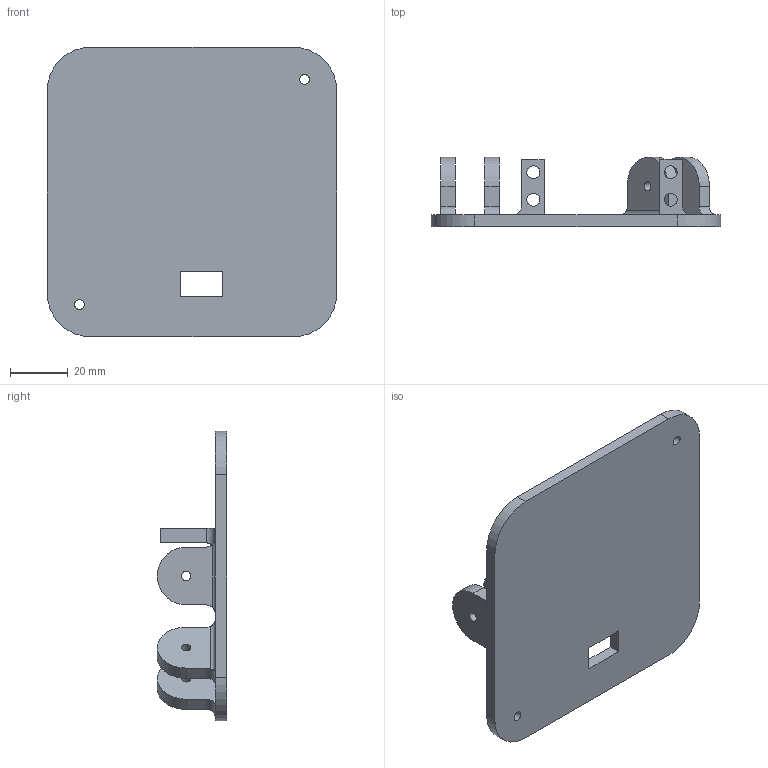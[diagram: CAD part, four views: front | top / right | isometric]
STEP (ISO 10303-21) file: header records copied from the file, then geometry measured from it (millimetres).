
FILE_DESCRIPTION(/* description */ (''),/* implementation_level */ '2;1');
FILE_NAME(/* name */ 'Component1.step',/* time_stamp */ '2025-11-20T22:18:38+05:30',/* author */ (''),/* organization */ (''),/* preprocessor_version */ 'ST-DEVELOPER v20.1',/* originating_system */ 'Autodesk Translation Framework v14.17.0.0',/* authorisation */ '');
FILE_SCHEMA (('AUTOMOTIVE_DESIGN { 1 0 10303 214 3 1 1 }'));
Length unit declared in the file: millimetre
Products named in the file (1): FusionComponent
Bounding box: 100 x 24 x 100 mm (x, y, z)
Volume: 46934.1 mm3; surface area: 25739.4 mm2
Topology: 1 solids, 1 shells, 71 faces, 191 edges, 126 vertices
Faces by surface type: plane 36, cylinder 35
Full cylindrical faces by diameter (mm): 3.2 x4, 3.3 x2, 4.5 x4
Entity records: 2360 total; most frequent: CARTESIAN_POINT 453, DIRECTION 389, ORIENTED_EDGE 382, EDGE_CURVE 191, AXIS2_PLACEMENT_3D 134, VERTEX_POINT 126, LINE 121, VECTOR 121
